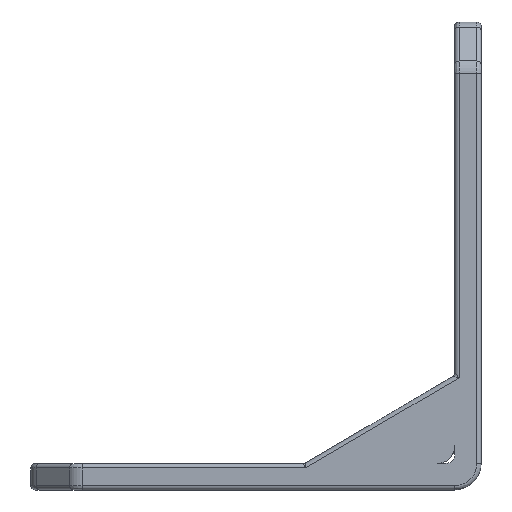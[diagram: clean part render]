
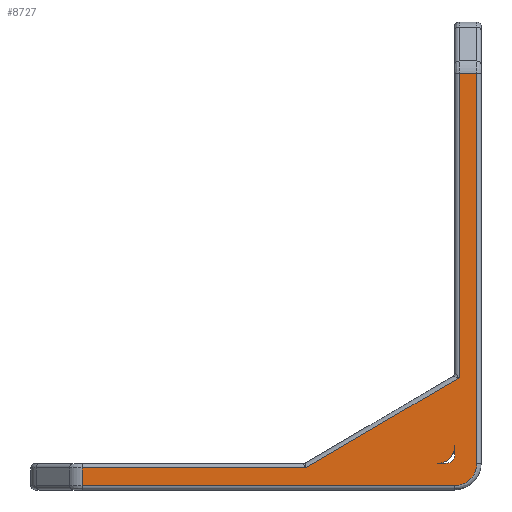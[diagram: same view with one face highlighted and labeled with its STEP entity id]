
A CAD part, left-side view. The second image highlights one B-rep face of the part: STEP entity #8727.
In plain terms, the highlighted planar face has unit normal (-1, 0, 0).
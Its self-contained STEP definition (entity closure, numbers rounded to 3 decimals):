
#51 = LINE ( 'NONE', #2675, #6184 ) ;
#89 = DIRECTION ( 'NONE',  ( 0., 1., 0. ) ) ;
#115 = EDGE_CURVE ( 'NONE', #9196, #5564, #6950, .T. ) ;
#175 = CARTESIAN_POINT ( 'NONE',  ( -25., -30., 0.5 ) ) ;
#199 = CARTESIAN_POINT ( 'NONE',  ( -25., -30., 3. ) ) ;
#264 = VERTEX_POINT ( 'NONE', #5471 ) ;
#521 = VERTEX_POINT ( 'NONE', #3251 ) ;
#636 = DIRECTION ( 'NONE',  ( 0., -1., 0. ) ) ;
#668 =( BOUNDED_CURVE ( )  B_SPLINE_CURVE ( 3, ( #3482, #3756, #3341, #3309 ),
 .UNSPECIFIED., .F., .T. ) 
 B_SPLINE_CURVE_WITH_KNOTS ( ( 4, 4 ),
 ( 0., 1. ),
 .UNSPECIFIED. ) 
 CURVE ( )  GEOMETRIC_REPRESENTATION_ITEM ( )  RATIONAL_B_SPLINE_CURVE ( ( 1., 0.805, 0.805, 1. ) ) 
 REPRESENTATION_ITEM ( '' )  );
#704 = DIRECTION ( 'NONE',  ( 0., 0., -1. ) ) ;
#742 = FACE_OUTER_BOUND ( 'NONE', #9287, .T. ) ;
#744 = FACE_BOUND ( 'NONE', #4032, .T. ) ;
#845 = CARTESIAN_POINT ( 'NONE',  ( -25., -27.5, 3. ) ) ;
#934 = DIRECTION ( 'NONE',  ( 0., 0., -1. ) ) ;
#961 = VERTEX_POINT ( 'NONE', #1719 ) ;
#1062 = EDGE_CURVE ( 'NONE', #1416, #7849, #5876, .T. ) ;
#1171 = DIRECTION ( 'NONE',  ( 0., 0., 1. ) ) ;
#1185 = DIRECTION ( 'NONE',  ( 1., 0., 0. ) ) ;
#1192 = CARTESIAN_POINT ( 'NONE',  ( -25., -25., 5. ) ) ;
#1209 = EDGE_CURVE ( 'NONE', #264, #1654, #5656, .T. ) ;
#1225 = DIRECTION ( 'NONE',  ( 0., 0., 1. ) ) ;
#1231 = CARTESIAN_POINT ( 'NONE',  ( -25., 0., 3. ) ) ;
#1250 = DIRECTION ( 'NONE',  ( 0., 1., 0. ) ) ;
#1416 = VERTEX_POINT ( 'NONE', #6731 ) ;
#1424 = VERTEX_POINT ( 'NONE', #1861 ) ;
#1629 = DIRECTION ( 'NONE',  ( 0., 0., 1. ) ) ;
#1654 = VERTEX_POINT ( 'NONE', #8982 ) ;
#1719 = CARTESIAN_POINT ( 'NONE',  ( -25., -27.5, 12.714 ) ) ;
#1720 = CARTESIAN_POINT ( 'NONE',  ( -25., 15.172, 3. ) ) ;
#1861 = CARTESIAN_POINT ( 'NONE',  ( -25., -29.5, 3. ) ) ;
#1899 = CARTESIAN_POINT ( 'NONE',  ( -25., -10.136, 2.5 ) ) ;
#2246 = EDGE_CURVE ( 'NONE', #521, #1424, #2887, .T. ) ;
#2388 = CARTESIAN_POINT ( 'NONE',  ( -25., -10.136, 2.5 ) ) ;
#2623 = ORIENTED_EDGE ( 'NONE', *, *, #3725, .F. ) ;
#2675 = CARTESIAN_POINT ( 'NONE',  ( -25., -30., 47.172 ) ) ;
#2801 = EDGE_CURVE ( 'NONE', #1424, #264, #668, .T. ) ;
#2887 = LINE ( 'NONE', #6516, #6455 ) ;
#2910 = ORIENTED_EDGE ( 'NONE', *, *, #6124, .T. ) ;
#2996 = DIRECTION ( 'NONE',  ( 0., 0., 1. ) ) ;
#3061 = AXIS2_PLACEMENT_3D ( 'NONE', #9514, #5186, #704 ) ;
#3251 = CARTESIAN_POINT ( 'NONE',  ( -25., -29.5, 47.172 ) ) ;
#3309 = CARTESIAN_POINT ( 'NONE',  ( -25., -27., 0.5 ) ) ;
#3341 = CARTESIAN_POINT ( 'NONE',  ( -25., -28.464, 0.5 ) ) ;
#3380 = EDGE_CURVE ( 'NONE', #4688, #7849, #9008, .T. ) ;
#3434 = EDGE_CURVE ( 'NONE', #961, #7055, #5722, .T. ) ;
#3482 = CARTESIAN_POINT ( 'NONE',  ( -25., -29.5, 3. ) ) ;
#3618 = ORIENTED_EDGE ( 'NONE', *, *, #2246, .F. ) ;
#3674 = ORIENTED_EDGE ( 'NONE', *, *, #5491, .F. ) ;
#3725 = EDGE_CURVE ( 'NONE', #7055, #521, #51, .T. ) ;
#3756 = CARTESIAN_POINT ( 'NONE',  ( -25., -29.5, 1.536 ) ) ;
#3806 = CARTESIAN_POINT ( 'NONE',  ( -25., -27., 5. ) ) ;
#3872 = VECTOR ( 'NONE', #2996, 1000. ) ;
#3898 = VECTOR ( 'NONE', #89, 1000. ) ;
#4032 = EDGE_LOOP ( 'NONE', ( #4775, #3674, #2910, #4146 ) ) ;
#4146 = ORIENTED_EDGE ( 'NONE', *, *, #1062, .T. ) ;
#4688 = VERTEX_POINT ( 'NONE', #3806 ) ;
#4693 = ORIENTED_EDGE ( 'NONE', *, *, #2801, .F. ) ;
#4697 = EDGE_CURVE ( 'NONE', #5564, #961, #6604, .T. ) ;
#4723 = EDGE_CURVE ( 'NONE', #1654, #9196, #5999, .T. ) ;
#4775 = ORIENTED_EDGE ( 'NONE', *, *, #3380, .F. ) ;
#4791 = DIRECTION ( 'NONE',  ( 0., -0.862, 0.507 ) ) ;
#4841 = CARTESIAN_POINT ( 'NONE',  ( -25., -27.5, 47.172 ) ) ;
#5014 = LINE ( 'NONE', #8902, #3872 ) ;
#5043 = CARTESIAN_POINT ( 'NONE',  ( -25., -25., 3. ) ) ;
#5186 = DIRECTION ( 'NONE',  ( 1., 0., 0. ) ) ;
#5389 = DIRECTION ( 'NONE',  ( 0., -1., 0. ) ) ;
#5403 = DIRECTION ( 'NONE',  ( 1., 0., 0. ) ) ;
#5429 = CARTESIAN_POINT ( 'NONE',  ( -25., -30., 2.5 ) ) ;
#5471 = CARTESIAN_POINT ( 'NONE',  ( -25., -27., 0.5 ) ) ;
#5491 = EDGE_CURVE ( 'NONE', #7347, #4688, #5014, .T. ) ;
#5564 = VERTEX_POINT ( 'NONE', #2388 ) ;
#5656 = LINE ( 'NONE', #175, #3898 ) ;
#5722 = LINE ( 'NONE', #845, #8524 ) ;
#5876 = LINE ( 'NONE', #1231, #6852 ) ;
#5913 = ORIENTED_EDGE ( 'NONE', *, *, #4723, .F. ) ;
#5999 = LINE ( 'NONE', #1720, #6017 ) ;
#6017 = VECTOR ( 'NONE', #1629, 1000. ) ;
#6124 = EDGE_CURVE ( 'NONE', #7347, #1416, #9226, .T. ) ;
#6184 = VECTOR ( 'NONE', #636, 1000. ) ;
#6438 = AXIS2_PLACEMENT_3D ( 'NONE', #1192, #1185, #1171 ) ;
#6455 = VECTOR ( 'NONE', #6692, 1000. ) ;
#6516 = CARTESIAN_POINT ( 'NONE',  ( -25., -29.5, 3. ) ) ;
#6604 = LINE ( 'NONE', #1899, #6606 ) ;
#6606 = VECTOR ( 'NONE', #4791, 1000. ) ;
#6692 = DIRECTION ( 'NONE',  ( 0., 0., -1. ) ) ;
#6731 = CARTESIAN_POINT ( 'NONE',  ( -25., -26., 3. ) ) ;
#6737 = CARTESIAN_POINT ( 'NONE',  ( -25., 15.172, 2.5 ) ) ;
#6817 = PLANE ( 'NONE',  #8077 ) ;
#6852 = VECTOR ( 'NONE', #1250, 1000. ) ;
#6861 = ORIENTED_EDGE ( 'NONE', *, *, #3434, .F. ) ;
#6950 = LINE ( 'NONE', #5429, #8862 ) ;
#7055 = VERTEX_POINT ( 'NONE', #4841 ) ;
#7275 = CARTESIAN_POINT ( 'NONE',  ( -25., -27., 4. ) ) ;
#7347 = VERTEX_POINT ( 'NONE', #7275 ) ;
#7849 = VERTEX_POINT ( 'NONE', #5043 ) ;
#7873 = ORIENTED_EDGE ( 'NONE', *, *, #1209, .F. ) ;
#8077 = AXIS2_PLACEMENT_3D ( 'NONE', #199, #5403, #934 ) ;
#8475 = ORIENTED_EDGE ( 'NONE', *, *, #4697, .F. ) ;
#8524 = VECTOR ( 'NONE', #1225, 1000. ) ;
#8727 = ADVANCED_FACE ( 'NONE', ( #744, #742 ), #6817, .F. ) ;
#8862 = VECTOR ( 'NONE', #5389, 1000. ) ;
#8902 = CARTESIAN_POINT ( 'NONE',  ( -25., -27., 0. ) ) ;
#8982 = CARTESIAN_POINT ( 'NONE',  ( -25., 15.172, 0.5 ) ) ;
#9008 = CIRCLE ( 'NONE', #6438, 2. ) ;
#9196 = VERTEX_POINT ( 'NONE', #6737 ) ;
#9226 = CIRCLE ( 'NONE', #3061, 1. ) ;
#9287 = EDGE_LOOP ( 'NONE', ( #9393, #5913, #7873, #4693, #3618, #2623, #6861, #8475 ) ) ;
#9393 = ORIENTED_EDGE ( 'NONE', *, *, #115, .F. ) ;
#9514 = CARTESIAN_POINT ( 'NONE',  ( -25., -26., 4. ) ) ;
